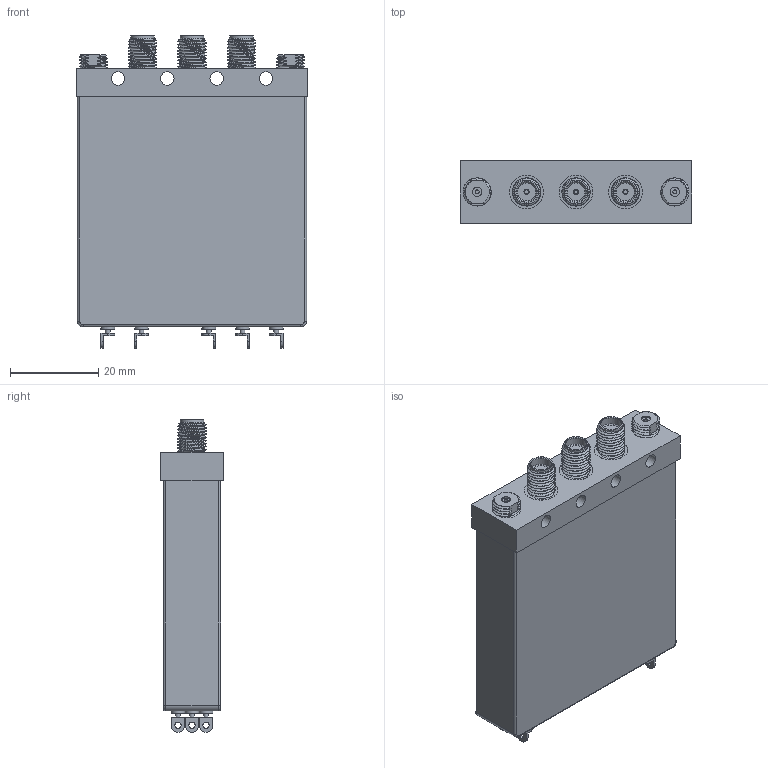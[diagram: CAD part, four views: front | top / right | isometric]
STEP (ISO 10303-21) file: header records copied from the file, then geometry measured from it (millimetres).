
FILE_DESCRIPTION (( 'STEP AP203' ), '1' );
FILE_NAME ('PE71S6299.step', '2019-11-14T17:34:28', ( '' ), ( '' ), 'SwSTEP 2.0', 'SolidWorks 2018', '' );
FILE_SCHEMA (( 'CONFIG_CONTROL_DESIGN' ));
Length unit declared in the file: inch
Products named in the file (1): PE71S6299
Bounding box: 52.32 x 14.22 x 70.59 mm (x, y, z)
Volume: 40028.3 mm3; surface area: 10860.3 mm2
Topology: 1 solids, 1 shells, 263 faces, 616 edges, 406 vertices
Faces by surface type: plane 101, cylinder 92, bspline 53, cone 13, torus 4
Full cylindrical faces by diameter (mm): 0.711 x7, 0.914 x5, 1.067 x7, 1.168 x3, 1.422 x7, 2.093 x2, 3.048 x4, 3.111 x7, 4.572 x3, 5.385 x3, 7.62 x3
Entity records: 25374 total; most frequent: CARTESIAN_POINT 20025, ORIENTED_EDGE 1100, DIRECTION 942, EDGE_CURVE 550, VERTEX_POINT 400, EDGE_LOOP 396, AXIS2_PLACEMENT_3D 383, FACE_OUTER_BOUND 314
